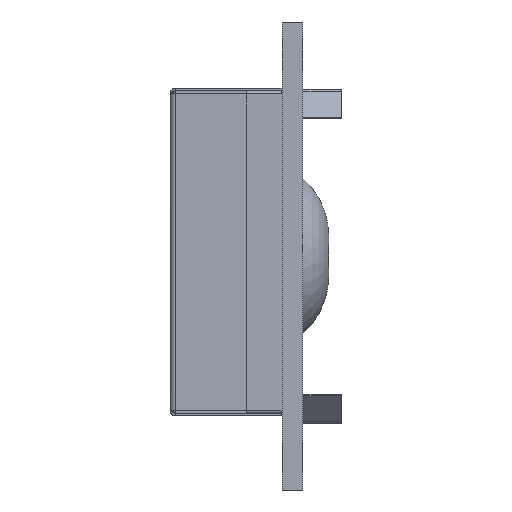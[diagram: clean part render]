
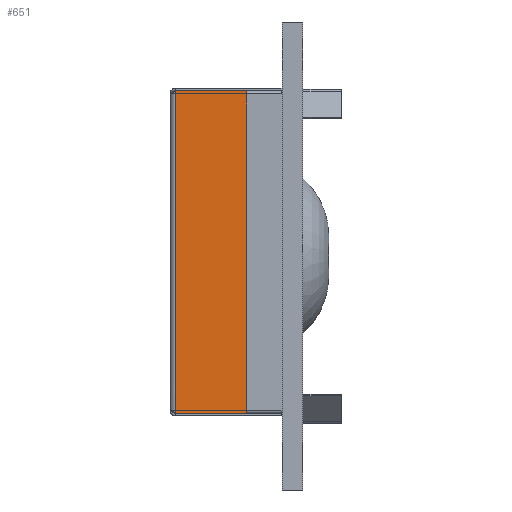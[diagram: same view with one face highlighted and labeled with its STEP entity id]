
A CAD part, left-side view. The second image highlights one B-rep face of the part: STEP entity #651.
In plain terms, the highlighted planar face has unit normal (-1, 0, 0).
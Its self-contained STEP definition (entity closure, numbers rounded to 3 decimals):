
#64 = PLANE ( 'NONE',  #11570 ) ;
#85 = VECTOR ( 'NONE', #5921, 1000. ) ;
#292 = EDGE_LOOP ( 'NONE', ( #5347, #10605, #1866, #14173 ) ) ;
#344 = EDGE_CURVE ( 'NONE', #7942, #2512, #10513, .T. ) ;
#651 = ADVANCED_FACE ( 'NONE', ( #8928 ), #64, .T. ) ;
#716 = DIRECTION ( 'NONE',  ( 0., 1., 0. ) ) ;
#1772 = VECTOR ( 'NONE', #14527, 1000. ) ;
#1866 = ORIENTED_EDGE ( 'NONE', *, *, #2796, .T. ) ;
#2295 = VERTEX_POINT ( 'NONE', #14118 ) ;
#2319 = EDGE_CURVE ( 'NONE', #2295, #11152, #6315, .T. ) ;
#2512 = VERTEX_POINT ( 'NONE', #5417 ) ;
#2561 = CARTESIAN_POINT ( 'NONE',  ( -35.05, 9.8, 0. ) ) ;
#2796 = EDGE_CURVE ( 'NONE', #2295, #7942, #7201, .T. ) ;
#4501 = DIRECTION ( 'NONE',  ( -1., 0., 0. ) ) ;
#5347 = ORIENTED_EDGE ( 'NONE', *, *, #11418, .F. ) ;
#5417 = CARTESIAN_POINT ( 'NONE',  ( -35.05, 9.8, -12.093 ) ) ;
#5541 = LINE ( 'NONE', #10048, #1772 ) ;
#5779 = CARTESIAN_POINT ( 'NONE',  ( -35.05, 4.3, -12.093 ) ) ;
#5921 = DIRECTION ( 'NONE',  ( 0., 0., -1. ) ) ;
#6315 = LINE ( 'NONE', #8386, #12544 ) ;
#6449 = VECTOR ( 'NONE', #716, 1000. ) ;
#6872 = CARTESIAN_POINT ( 'NONE',  ( -35.05, 0., 0. ) ) ;
#7201 = LINE ( 'NONE', #8701, #6449 ) ;
#7942 = VERTEX_POINT ( 'NONE', #8355 ) ;
#8355 = CARTESIAN_POINT ( 'NONE',  ( -35.05, 9.8, 12.693 ) ) ;
#8386 = CARTESIAN_POINT ( 'NONE',  ( -35.05, 4.3, -12.3 ) ) ;
#8701 = CARTESIAN_POINT ( 'NONE',  ( -35.05, 0., 12.693 ) ) ;
#8928 = FACE_OUTER_BOUND ( 'NONE', #292, .T. ) ;
#10048 = CARTESIAN_POINT ( 'NONE',  ( -35.05, 10., -12.093 ) ) ;
#10513 = LINE ( 'NONE', #2561, #85 ) ;
#10605 = ORIENTED_EDGE ( 'NONE', *, *, #2319, .F. ) ;
#11152 = VERTEX_POINT ( 'NONE', #5779 ) ;
#11418 = EDGE_CURVE ( 'NONE', #11152, #2512, #5541, .T. ) ;
#11441 = DIRECTION ( 'NONE',  ( 0., -1., 0. ) ) ;
#11570 = AXIS2_PLACEMENT_3D ( 'NONE', #6872, #4501, #11441 ) ;
#11837 = DIRECTION ( 'NONE',  ( 0., 0., -1. ) ) ;
#12544 = VECTOR ( 'NONE', #11837, 1000. ) ;
#14118 = CARTESIAN_POINT ( 'NONE',  ( -35.05, 4.3, 12.693 ) ) ;
#14173 = ORIENTED_EDGE ( 'NONE', *, *, #344, .T. ) ;
#14527 = DIRECTION ( 'NONE',  ( 0., 1., 0. ) ) ;
